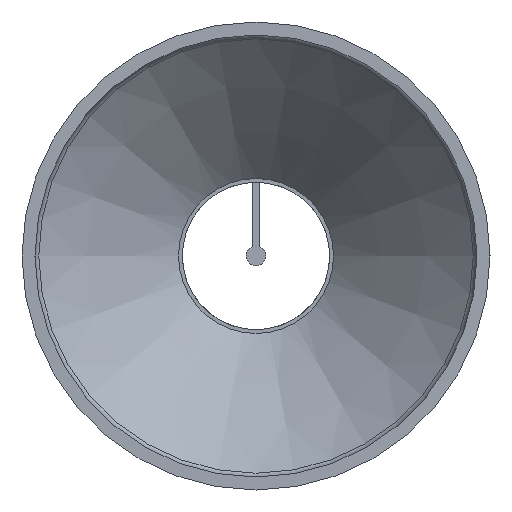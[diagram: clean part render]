
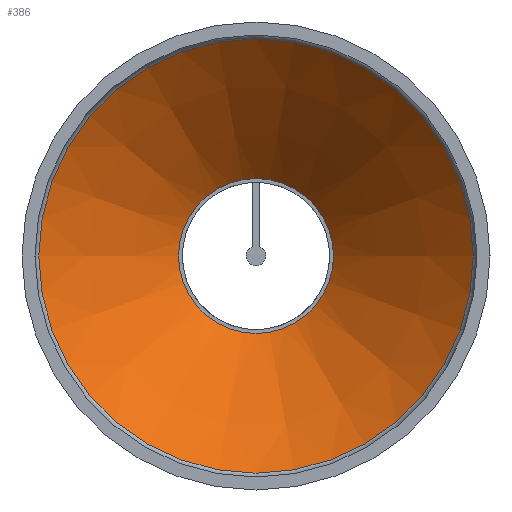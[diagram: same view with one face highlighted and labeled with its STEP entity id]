
A CAD part, left-side view. The second image highlights one B-rep face of the part: STEP entity #386.
In plain terms, the highlighted conical face has half-angle 45 degrees and reference radius 17.22 mm.
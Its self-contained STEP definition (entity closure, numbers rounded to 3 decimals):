
#54=CONICAL_SURFACE($,#432,17.22,45.);
#78=FACE_BOUND($,#142,.T.);
#103=FACE_OUTER_BOUND($,#141,.T.);
#141=EDGE_LOOP($,(#307));
#142=EDGE_LOOP($,(#308));
#188=CIRCLE($,#425,8.939);
#190=CIRCLE($,#430,25.061);
#220=VERTEX_POINT($,#640);
#222=VERTEX_POINT($,#647);
#256=EDGE_CURVE($,#220,#220,#188,.T.);
#258=EDGE_CURVE($,#222,#222,#190,.T.);
#307=ORIENTED_EDGE($,*,*,#256,.T.);
#308=ORIENTED_EDGE($,*,*,#258,.F.);
#386=ADVANCED_FACE($,(#103,#78),#54,.F.);
#425=AXIS2_PLACEMENT_3D($,#641,#504,#505);
#430=AXIS2_PLACEMENT_3D($,#648,#514,#515);
#432=AXIS2_PLACEMENT_3D($,#651,#518,#519);
#504=DIRECTION('center_axis',(1.,0.,0.));
#505=DIRECTION('ref_axis',(0.,1.,0.));
#514=DIRECTION('center_axis',(1.,0.,0.));
#515=DIRECTION('ref_axis',(0.,-1.,0.));
#518=DIRECTION('center_axis',(-1.,0.,0.));
#519=DIRECTION('ref_axis',(0.,1.,0.));
#640=CARTESIAN_POINT('',(0.,8.939,0.));
#641=CARTESIAN_POINT('Origin',(0.,0.,0.));
#647=CARTESIAN_POINT('',(-16.121,25.061,0.));
#648=CARTESIAN_POINT('Origin',(-16.121,0.,0.));
#651=CARTESIAN_POINT('Origin',(-8.28,0.,0.));
